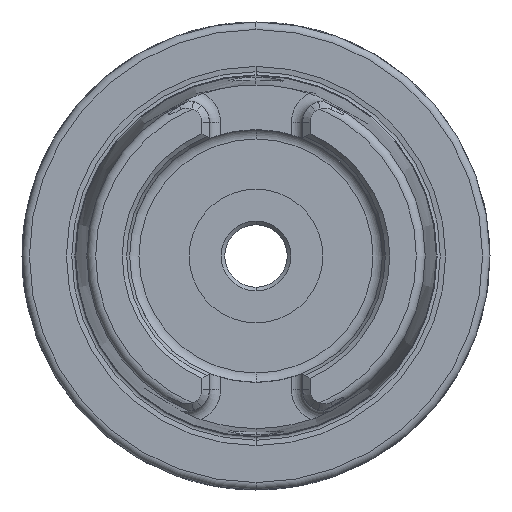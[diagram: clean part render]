
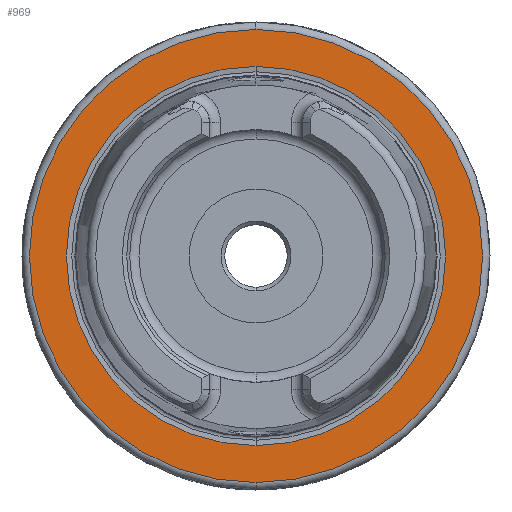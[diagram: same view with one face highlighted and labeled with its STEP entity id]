
A CAD part, left-side view. The second image highlights one B-rep face of the part: STEP entity #969.
In plain terms, the highlighted planar face has unit normal (-1, 0, 0).
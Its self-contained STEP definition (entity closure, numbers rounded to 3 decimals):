
#38 = FACE_BOUND ( 'NONE', #4412, .T. ) ;
#398 = CARTESIAN_POINT ( 'NONE',  ( -41.5, 0., -25.521 ) ) ;
#639 = AXIS2_PLACEMENT_3D ( 'NONE', #1625, #1305, #997 ) ;
#969 = ADVANCED_FACE ( 'NONE', ( #3979, #38 ), #2026, .F. ) ;
#997 = DIRECTION ( 'NONE',  ( 0., 0., -1. ) ) ;
#1117 = ORIENTED_EDGE ( 'NONE', *, *, #2295, .T. ) ;
#1305 = DIRECTION ( 'NONE',  ( 1., 0., 0. ) ) ;
#1424 = ORIENTED_EDGE ( 'NONE', *, *, #3476, .T. ) ;
#1625 = CARTESIAN_POINT ( 'NONE',  ( -41.5, 31.5, 0. ) ) ;
#1760 = CARTESIAN_POINT ( 'NONE',  ( -41.5, 0., 0. ) ) ;
#1943 = ORIENTED_EDGE ( 'NONE', *, *, #6344, .T. ) ;
#2026 = PLANE ( 'NONE',  #639 ) ;
#2156 = ORIENTED_EDGE ( 'NONE', *, *, #6780, .T. ) ;
#2295 = EDGE_CURVE ( 'NONE', #8845, #7639, #8189, .T. ) ;
#2536 = DIRECTION ( 'NONE',  ( 0., 0., -1. ) ) ;
#3215 = EDGE_LOOP ( 'NONE', ( #1117, #1424 ) ) ;
#3366 = CARTESIAN_POINT ( 'NONE',  ( -41.5, 0., 30.5 ) ) ;
#3476 = EDGE_CURVE ( 'NONE', #7639, #8845, #4774, .T. ) ;
#3845 = AXIS2_PLACEMENT_3D ( 'NONE', #8215, #4029, #8987 ) ;
#3979 = FACE_OUTER_BOUND ( 'NONE', #3215, .T. ) ;
#4029 = DIRECTION ( 'NONE',  ( 1., 0., 0. ) ) ;
#4037 = VERTEX_POINT ( 'NONE', #6266 ) ;
#4182 = DIRECTION ( 'NONE',  ( 0., 0., -1. ) ) ;
#4202 = VERTEX_POINT ( 'NONE', #398 ) ;
#4213 = DIRECTION ( 'NONE',  ( -1., 0., 0. ) ) ;
#4227 = CARTESIAN_POINT ( 'NONE',  ( -41.5, 0., 0. ) ) ;
#4343 = DIRECTION ( 'NONE',  ( -1., 0., 0. ) ) ;
#4412 = EDGE_LOOP ( 'NONE', ( #1943, #2156 ) ) ;
#4487 = AXIS2_PLACEMENT_3D ( 'NONE', #1760, #6640, #2536 ) ;
#4774 = CIRCLE ( 'NONE', #6450, 30.5 ) ;
#5449 = CARTESIAN_POINT ( 'NONE',  ( -41.5, 0., -30.5 ) ) ;
#6266 = CARTESIAN_POINT ( 'NONE',  ( -41.5, 0., 25.521 ) ) ;
#6344 = EDGE_CURVE ( 'NONE', #4037, #4202, #9378, .T. ) ;
#6450 = AXIS2_PLACEMENT_3D ( 'NONE', #8547, #4343, #9311 ) ;
#6640 = DIRECTION ( 'NONE',  ( 1., 0., 0. ) ) ;
#6780 = EDGE_CURVE ( 'NONE', #4202, #4037, #8944, .T. ) ;
#7639 = VERTEX_POINT ( 'NONE', #3366 ) ;
#8189 = CIRCLE ( 'NONE', #8670, 30.5 ) ;
#8215 = CARTESIAN_POINT ( 'NONE',  ( -41.5, 0., 0. ) ) ;
#8547 = CARTESIAN_POINT ( 'NONE',  ( -41.5, 0., 0. ) ) ;
#8670 = AXIS2_PLACEMENT_3D ( 'NONE', #4227, #4213, #4182 ) ;
#8845 = VERTEX_POINT ( 'NONE', #5449 ) ;
#8944 = CIRCLE ( 'NONE', #3845, 25.521 ) ;
#8987 = DIRECTION ( 'NONE',  ( 0., 0., -1. ) ) ;
#9311 = DIRECTION ( 'NONE',  ( 0., 0., -1. ) ) ;
#9378 = CIRCLE ( 'NONE', #4487, 25.521 ) ;
